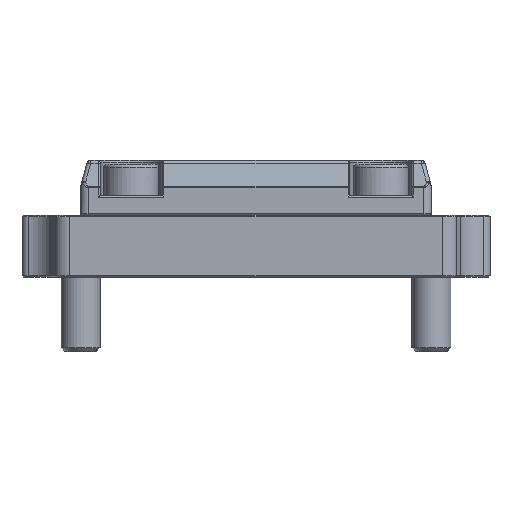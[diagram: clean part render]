
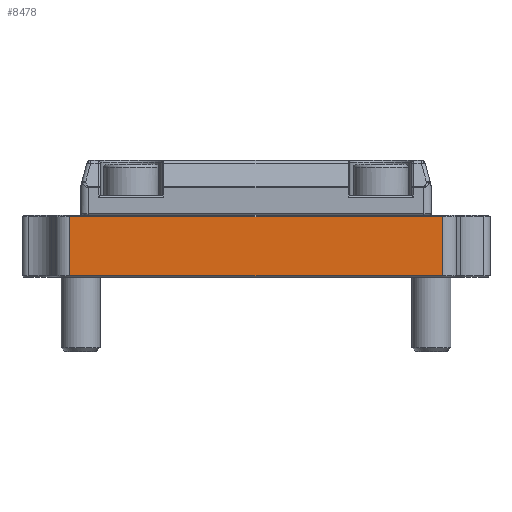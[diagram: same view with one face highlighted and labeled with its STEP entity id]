
A CAD part, left-side view. The second image highlights one B-rep face of the part: STEP entity #8478.
In plain terms, the highlighted planar face has unit normal (-1, 0, 0).
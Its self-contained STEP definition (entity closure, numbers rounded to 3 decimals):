
#503=PLANE('',#9477);
#1025=FACE_OUTER_BOUND('',#1553,.T.);
#1553=EDGE_LOOP('',(#7167,#7168,#7169,#7170));
#2027=LINE('',#16027,#2523);
#2051=LINE('',#16098,#2547);
#2052=LINE('',#16102,#2548);
#2053=LINE('',#16103,#2549);
#2523=VECTOR('',#11751,10.);
#2547=VECTOR('',#11833,10.);
#2548=VECTOR('',#11838,10.);
#2549=VECTOR('',#11839,10.);
#3788=VERTEX_POINT('',#16021);
#3789=VERTEX_POINT('',#16025);
#3807=VERTEX_POINT('',#16097);
#3808=VERTEX_POINT('',#16101);
#4909=EDGE_CURVE('',#3788,#3789,#2027,.T.);
#4944=EDGE_CURVE('',#3789,#3807,#2051,.T.);
#4946=EDGE_CURVE('',#3808,#3788,#2052,.T.);
#4947=EDGE_CURVE('',#3807,#3808,#2053,.T.);
#7167=ORIENTED_EDGE('',*,*,#4909,.F.);
#7168=ORIENTED_EDGE('',*,*,#4946,.F.);
#7169=ORIENTED_EDGE('',*,*,#4947,.F.);
#7170=ORIENTED_EDGE('',*,*,#4944,.F.);
#8478=ADVANCED_FACE('',(#1025),#503,.T.);
#9477=AXIS2_PLACEMENT_3D('',#16100,#11836,#11837);
#11751=DIRECTION('',(0.,-1.,0.));
#11833=DIRECTION('',(0.,0.,-1.));
#11836=DIRECTION('center_axis',(-1.,0.,0.));
#11837=DIRECTION('ref_axis',(0.,-1.,0.));
#11838=DIRECTION('',(0.,0.,1.));
#11839=DIRECTION('',(0.,1.,0.));
#16021=CARTESIAN_POINT('',(-1576.3,9.851,79.8));
#16025=CARTESIAN_POINT('',(-1576.3,-37.851,79.8));
#16027=CARTESIAN_POINT('',(-1576.3,1.,79.8));
#16097=CARTESIAN_POINT('',(-1576.3,-37.851,72.2));
#16098=CARTESIAN_POINT('',(-1576.3,-37.851,76.));
#16100=CARTESIAN_POINT('Origin',(-1576.3,16.,72.));
#16101=CARTESIAN_POINT('',(-1576.3,9.851,72.2));
#16102=CARTESIAN_POINT('',(-1576.3,9.851,76.));
#16103=CARTESIAN_POINT('',(-1576.3,1.,72.2));
